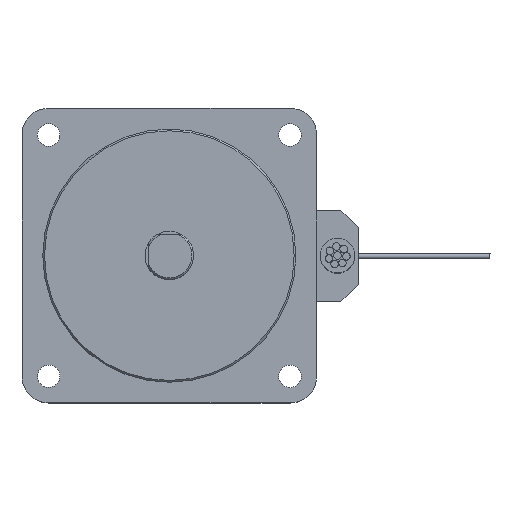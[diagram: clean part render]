
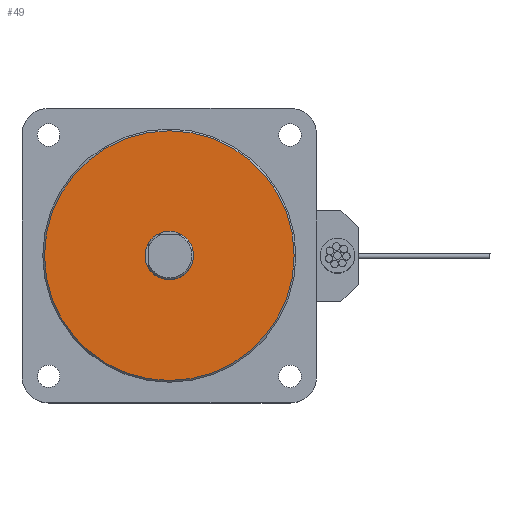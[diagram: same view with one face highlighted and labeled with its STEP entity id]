
A CAD part, top view. The second image highlights one B-rep face of the part: STEP entity #49.
In plain terms, the highlighted planar face has unit normal (0, 0, 1).
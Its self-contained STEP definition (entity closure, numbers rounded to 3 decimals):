
#49 = ADVANCED_FACE ( 'NONE', ( #1463, #1464 ), #1850, .T. ) ;
#59 = EDGE_CURVE ( 'NONE', #1209, #1210, #4112, .T. ) ;
#75 = EDGE_CURVE ( 'NONE', #1203, #1204, #4075, .T. ) ;
#403 = CIRCLE ( 'NONE', #404, 36.013 ) ;
#404 = AXIS2_PLACEMENT_3D ( 'NONE', #3642, #3643, #3644 ) ;
#714 = ORIENTED_EDGE ( 'NONE', *, *, #75, .F. ) ;
#715 = ORIENTED_EDGE ( 'NONE', *, *, #59, .T. ) ;
#717 = ORIENTED_EDGE ( 'NONE', *, *, #4197, .T. ) ;
#719 = ORIENTED_EDGE ( 'NONE', *, *, #2203, .F. ) ;
#1203 = VERTEX_POINT ( 'NONE', #2072 ) ;
#1204 = VERTEX_POINT ( 'NONE', #2054 ) ;
#1209 = VERTEX_POINT ( 'NONE', #2046 ) ;
#1210 = VERTEX_POINT ( 'NONE', #2035 ) ;
#1394 = EDGE_LOOP ( 'NONE', ( #714, #719 ) ) ;
#1440 = EDGE_LOOP ( 'NONE', ( #715, #717 ) ) ;
#1463 = FACE_OUTER_BOUND ( 'NONE', #1440, .T. ) ;
#1464 = FACE_BOUND ( 'NONE', #1394, .T. ) ;
#1799 = CARTESIAN_POINT ( 'NONE',  ( 0., 0., 68.5 ) ) ;
#1850 = PLANE ( 'NONE',  #4131 ) ;
#1861 = DIRECTION ( 'NONE',  ( 0., 0., 1. ) ) ;
#1862 = CARTESIAN_POINT ( 'NONE',  ( 0., 0., 68.5 ) ) ;
#1890 = DIRECTION ( 'NONE',  ( 1., 0., 0. ) ) ;
#1945 = DIRECTION ( 'NONE',  ( 0., 0., 1. ) ) ;
#1961 = DIRECTION ( 'NONE',  ( 1., 0., 0. ) ) ;
#1962 = DIRECTION ( 'NONE',  ( 0., 0., 1. ) ) ;
#2035 = CARTESIAN_POINT ( 'NONE',  ( 36.013, 0., 68.5 ) ) ;
#2046 = CARTESIAN_POINT ( 'NONE',  ( -36.013, 0., 68.5 ) ) ;
#2051 = CARTESIAN_POINT ( 'NONE',  ( 0., 0., 68.5 ) ) ;
#2054 = CARTESIAN_POINT ( 'NONE',  ( 7., 0., 68.5 ) ) ;
#2072 = CARTESIAN_POINT ( 'NONE',  ( -7., 0., 68.5 ) ) ;
#2118 = DIRECTION ( 'NONE',  ( 1., 0., 0. ) ) ;
#2203 = EDGE_CURVE ( 'NONE', #1204, #1203, #2434, .T. ) ;
#2434 = CIRCLE ( 'NONE', #2481, 7. ) ;
#2481 = AXIS2_PLACEMENT_3D ( 'NONE', #5017, #4969, #4712 ) ;
#3642 = CARTESIAN_POINT ( 'NONE',  ( 0., 0., 68.5 ) ) ;
#3643 = DIRECTION ( 'NONE',  ( 0., 0., 1. ) ) ;
#3644 = DIRECTION ( 'NONE',  ( 1., 0., 0. ) ) ;
#4075 = CIRCLE ( 'NONE', #4100, 7. ) ;
#4100 = AXIS2_PLACEMENT_3D ( 'NONE', #1862, #1861, #1890 ) ;
#4112 = CIRCLE ( 'NONE', #4114, 36.013 ) ;
#4114 = AXIS2_PLACEMENT_3D ( 'NONE', #1799, #1962, #1961 ) ;
#4131 = AXIS2_PLACEMENT_3D ( 'NONE', #2051, #1945, #2118 ) ;
#4197 = EDGE_CURVE ( 'NONE', #1210, #1209, #403, .T. ) ;
#4712 = DIRECTION ( 'NONE',  ( 1., 0., 0. ) ) ;
#4969 = DIRECTION ( 'NONE',  ( 0., 0., 1. ) ) ;
#5017 = CARTESIAN_POINT ( 'NONE',  ( 0., 0., 68.5 ) ) ;
